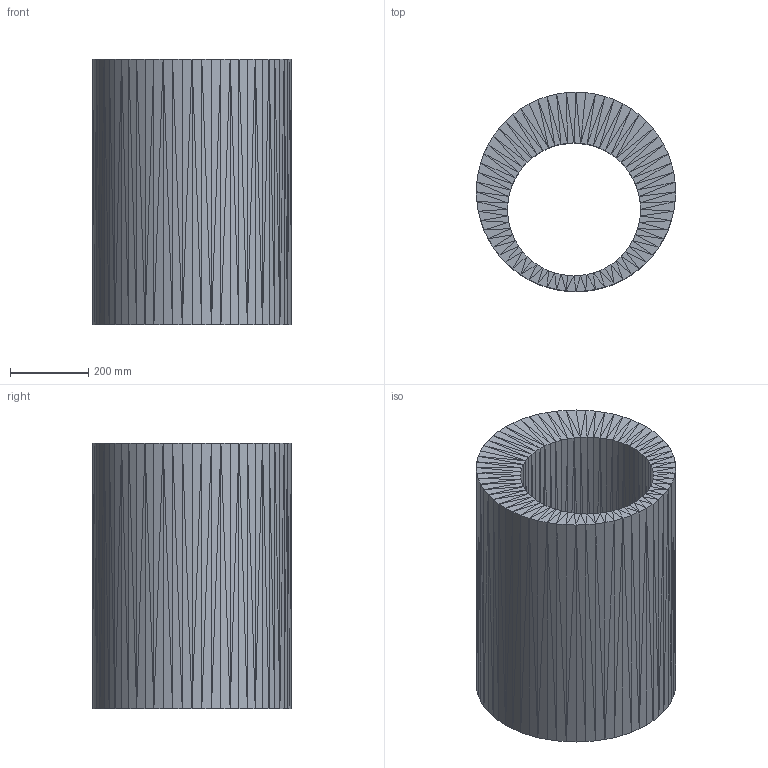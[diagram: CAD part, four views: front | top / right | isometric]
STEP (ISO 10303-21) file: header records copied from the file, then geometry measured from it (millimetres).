
FILE_DESCRIPTION(/* description */ (''),/* implementation_level */ '2;1');
FILE_NAME(/* name */ 'Pédalier vélo v1.step',/* time_stamp */ '2020-05-03T12:29:28+02:00',/* author */ (''),/* organization */ (''),/* preprocessor_version */ 'ST-DEVELOPER v18.1',/* originating_system */ 'Autodesk Translation Framework v9.2.0.1227',/* authorisation */ '');
FILE_SCHEMA (('AUTOMOTIVE_DESIGN { 1 0 10303 214 3 1 1 }'));
Length unit declared in the file: millimetre
Products named in the file (1): Pédalier vélo
Bounding box: 510 x 510 x 680 mm (x, y, z)
Volume: 77030169.5 mm3; surface area: 2041775.3 mm2
Topology: 1 solids, 1 shells, 512 faces, 768 edges, 256 vertices
Faces by surface type: plane 512
Entity records: 10025 total; most frequent: DIRECTION 1794, CARTESIAN_POINT 1537, ORIENTED_EDGE 1536, LINE 768, VECTOR 768, EDGE_CURVE 768, AXIS2_PLACEMENT_3D 513, FACE_OUTER_BOUND 512
